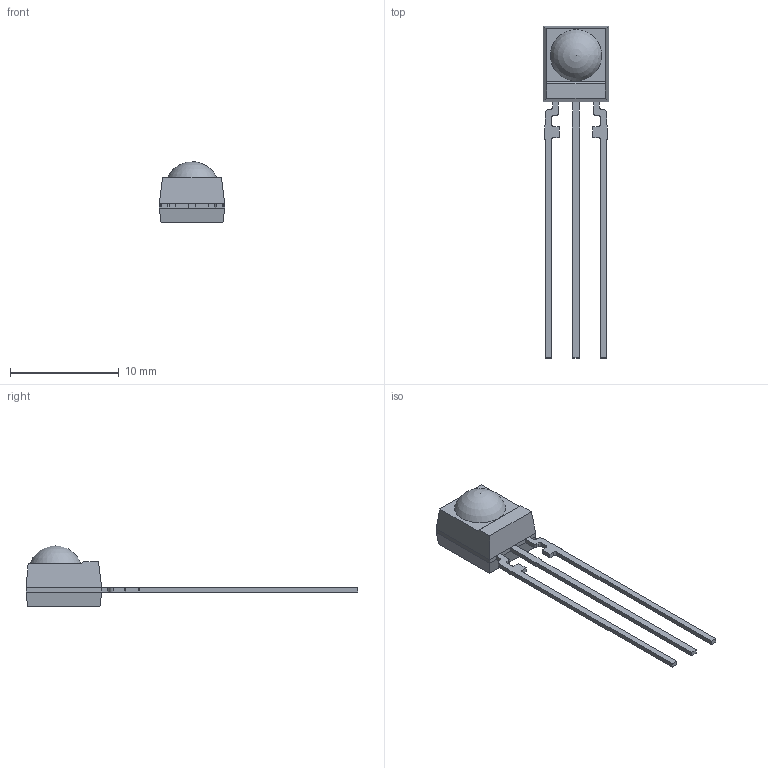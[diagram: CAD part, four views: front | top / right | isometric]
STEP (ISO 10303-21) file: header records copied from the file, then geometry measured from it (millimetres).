
FILE_DESCRIPTION((''),'2;1');
FILE_NAME('Mold_DG.stp','2014-06-18T12:25:14',('gobenland'),(''),'Autodesk Inventor 2013','Autodesk Inventor 2013','');
FILE_SCHEMA(('AUTOMOTIVE_DESIGN { 1 0 10303 214 1 1 1 1 }'));
Length unit declared in the file: millimetre
Products named in the file (3): GO-100184.33; GO-100184; GO-100184.033
Assembly tree (2 placements, depth 2):
  GO-100184.33
    GO-100184
    GO-100184.033
Bounding box: 6 x 30.5 x 5.55 mm (x, y, z)
Volume: 189.1 mm3; surface area: 330.9 mm2
Topology: 4 solids, 4 shells, 79 faces, 205 edges, 134 vertices
Faces by surface type: plane 58, cylinder 20, sphere 1
Entity records: 2468 total; most frequent: CARTESIAN_POINT 420, DIRECTION 412, ORIENTED_EDGE 406, EDGE_CURVE 203, VECTOR 162, LINE 162, VERTEX_POINT 133, AXIS2_PLACEMENT_3D 125
